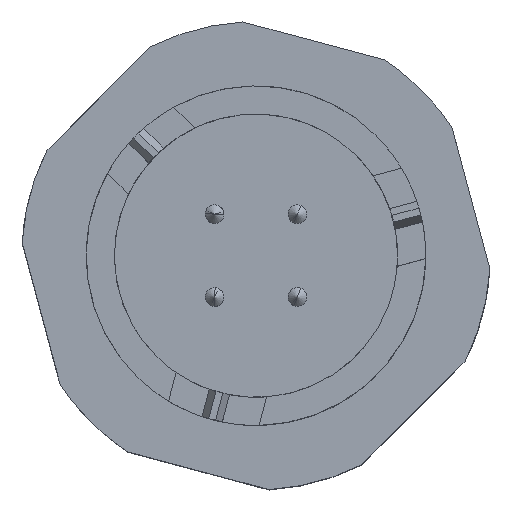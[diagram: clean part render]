
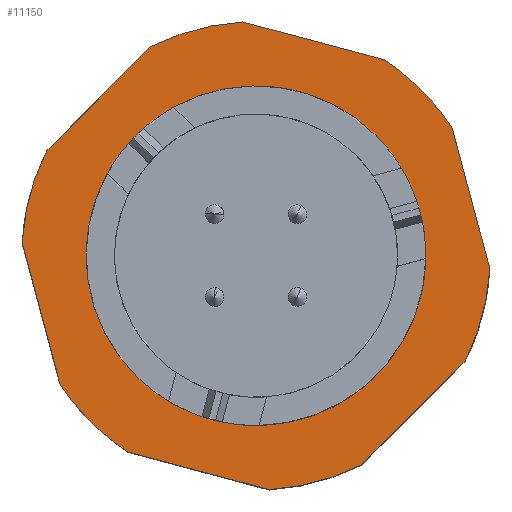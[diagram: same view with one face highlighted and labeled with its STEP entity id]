
A CAD part, top view. The second image highlights one B-rep face of the part: STEP entity #11150.
In plain terms, the highlighted planar face has unit normal (0, 0, 1).
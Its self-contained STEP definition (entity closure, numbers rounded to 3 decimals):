
#10765=AXIS2_PLACEMENT_3D('Circle Axis2P3D',#10763,#10764,$) ;
#10783=AXIS2_PLACEMENT_3D('Circle Axis2P3D',#10781,#10782,$) ;
#10833=AXIS2_PLACEMENT_3D('Circle Axis2P3D',#10831,#10832,$) ;
#10883=AXIS2_PLACEMENT_3D('Circle Axis2P3D',#10881,#10882,$) ;
#10940=AXIS2_PLACEMENT_3D('Circle Axis2P3D',#10938,#10939,$) ;
#10958=AXIS2_PLACEMENT_3D('Circle Axis2P3D',#10956,#10957,$) ;
#11015=AXIS2_PLACEMENT_3D('Circle Axis2P3D',#11013,#11014,$) ;
#11058=AXIS2_PLACEMENT_3D('Circle Axis2P3D',#11056,#11057,$) ;
#11072=AXIS2_PLACEMENT_3D('Plane Axis2P3D',#11069,#11070,#11071) ;
#10728=CARTESIAN_POINT('Vertex',(10.542,0.,20.5)) ;
#10731=CARTESIAN_POINT('Line Origine',(7.526,0.808,20.5)) ;
#10735=CARTESIAN_POINT('Vertex',(4.51,1.616,20.5)) ;
#10760=CARTESIAN_POINT('Vertex',(2.913,2.913,20.5)) ;
#10763=CARTESIAN_POINT('Axis2P3D Location',(9.984,9.984,20.5)) ;
#10781=CARTESIAN_POINT('Axis2P3D Location',(9.984,9.984,20.5)) ;
#10785=CARTESIAN_POINT('Vertex',(1.616,4.51,20.5)) ;
#10806=CARTESIAN_POINT('Line Origine',(0.808,7.526,20.5)) ;
#10810=CARTESIAN_POINT('Vertex',(0.,10.542,20.5)) ;
#10831=CARTESIAN_POINT('Axis2P3D Location',(9.984,9.984,20.5)) ;
#10835=CARTESIAN_POINT('Vertex',(1.059,14.494,20.5)) ;
#10856=CARTESIAN_POINT('Line Origine',(3.267,16.702,20.5)) ;
#10860=CARTESIAN_POINT('Vertex',(5.475,18.91,20.5)) ;
#10881=CARTESIAN_POINT('Axis2P3D Location',(9.984,9.984,20.5)) ;
#10885=CARTESIAN_POINT('Vertex',(9.427,19.969,20.5)) ;
#10906=CARTESIAN_POINT('Line Origine',(12.443,19.161,20.5)) ;
#10910=CARTESIAN_POINT('Vertex',(15.459,18.353,20.5)) ;
#10935=CARTESIAN_POINT('Vertex',(17.056,17.056,20.5)) ;
#10938=CARTESIAN_POINT('Axis2P3D Location',(9.984,9.984,20.5)) ;
#10956=CARTESIAN_POINT('Axis2P3D Location',(9.984,9.984,20.5)) ;
#10960=CARTESIAN_POINT('Vertex',(18.353,15.459,20.5)) ;
#10981=CARTESIAN_POINT('Line Origine',(19.161,12.443,20.5)) ;
#10985=CARTESIAN_POINT('Vertex',(19.969,9.427,20.5)) ;
#11010=CARTESIAN_POINT('Vertex',(18.91,5.475,20.5)) ;
#11013=CARTESIAN_POINT('Axis2P3D Location',(9.984,9.984,20.5)) ;
#11031=CARTESIAN_POINT('Line Origine',(16.702,3.267,20.5)) ;
#11035=CARTESIAN_POINT('Vertex',(14.494,1.059,20.5)) ;
#11056=CARTESIAN_POINT('Axis2P3D Location',(9.984,9.984,20.5)) ;
#11069=CARTESIAN_POINT('Axis2P3D Location',(4.31,4.31,20.5)) ;
#11091=CARTESIAN_POINT('Control Point',(4.858,4.858,20.5)) ;
#11092=CARTESIAN_POINT('Control Point',(4.392,5.324,20.5)) ;
#11093=CARTESIAN_POINT('Control Point',(3.978,5.844,20.5)) ;
#11094=CARTESIAN_POINT('Control Point',(3.626,6.408,20.5)) ;
#11095=CARTESIAN_POINT('Control Point',(3.056,7.607,20.5)) ;
#11096=CARTESIAN_POINT('Control Point',(2.77,8.903,20.5)) ;
#11097=CARTESIAN_POINT('Control Point',(2.701,9.565,20.5)) ;
#11098=CARTESIAN_POINT('Control Point',(2.716,10.893,20.5)) ;
#11099=CARTESIAN_POINT('Control Point',(3.028,12.183,20.5)) ;
#11100=CARTESIAN_POINT('Control Point',(3.258,12.808,20.5)) ;
#11101=CARTESIAN_POINT('Control Point',(3.854,13.994,20.5)) ;
#11102=CARTESIAN_POINT('Control Point',(4.702,15.016,20.5)) ;
#11103=CARTESIAN_POINT('Control Point',(5.182,15.476,20.5)) ;
#11104=CARTESIAN_POINT('Control Point',(6.239,16.279,20.5)) ;
#11105=CARTESIAN_POINT('Control Point',(7.449,16.825,20.5)) ;
#11106=CARTESIAN_POINT('Control Point',(8.083,17.027,20.5)) ;
#11107=CARTESIAN_POINT('Control Point',(9.385,17.285,20.5)) ;
#11108=CARTESIAN_POINT('Control Point',(10.712,17.243,20.5)) ;
#11109=CARTESIAN_POINT('Control Point',(11.37,17.147,20.5)) ;
#11110=CARTESIAN_POINT('Control Point',(12.594,16.822,20.5)) ;
#11111=CARTESIAN_POINT('Control Point',(13.718,16.243,20.5)) ;
#11112=CARTESIAN_POINT('Control Point',(14.222,15.913,20.5)) ;
#11113=CARTESIAN_POINT('Control Point',(14.688,15.534,20.5)) ;
#11114=CARTESIAN_POINT('Control Point',(15.111,15.111,20.5)) ;
#11115=CARTESIAN_POINT('Vertex',(4.858,4.858,20.5)) ;
#11117=CARTESIAN_POINT('Vertex',(15.111,15.111,20.5)) ;
#11121=CARTESIAN_POINT('Control Point',(15.111,15.111,20.5)) ;
#11122=CARTESIAN_POINT('Control Point',(15.577,14.645,20.5)) ;
#11123=CARTESIAN_POINT('Control Point',(15.991,14.125,20.5)) ;
#11124=CARTESIAN_POINT('Control Point',(16.343,13.561,20.5)) ;
#11125=CARTESIAN_POINT('Control Point',(16.913,12.362,20.5)) ;
#11126=CARTESIAN_POINT('Control Point',(17.199,11.065,20.5)) ;
#11127=CARTESIAN_POINT('Control Point',(17.268,10.404,20.5)) ;
#11128=CARTESIAN_POINT('Control Point',(17.253,9.076,20.5)) ;
#11129=CARTESIAN_POINT('Control Point',(16.941,7.786,20.5)) ;
#11130=CARTESIAN_POINT('Control Point',(16.711,7.161,20.5)) ;
#11131=CARTESIAN_POINT('Control Point',(16.115,5.975,20.5)) ;
#11132=CARTESIAN_POINT('Control Point',(15.267,4.953,20.5)) ;
#11133=CARTESIAN_POINT('Control Point',(14.787,4.493,20.5)) ;
#11134=CARTESIAN_POINT('Control Point',(13.73,3.69,20.5)) ;
#11135=CARTESIAN_POINT('Control Point',(12.52,3.144,20.5)) ;
#11136=CARTESIAN_POINT('Control Point',(11.886,2.941,20.5)) ;
#11137=CARTESIAN_POINT('Control Point',(10.584,2.684,20.5)) ;
#11138=CARTESIAN_POINT('Control Point',(9.257,2.726,20.5)) ;
#11139=CARTESIAN_POINT('Control Point',(8.598,2.822,20.5)) ;
#11140=CARTESIAN_POINT('Control Point',(7.375,3.147,20.5)) ;
#11141=CARTESIAN_POINT('Control Point',(6.251,3.726,20.5)) ;
#11142=CARTESIAN_POINT('Control Point',(5.747,4.056,20.5)) ;
#11143=CARTESIAN_POINT('Control Point',(5.281,4.435,20.5)) ;
#11144=CARTESIAN_POINT('Control Point',(4.858,4.858,20.5)) ;
#10732=DIRECTION('Vector Direction',(0.966,-0.259,0.)) ;
#10764=DIRECTION('Axis2P3D Direction',(0.,0.,-1.)) ;
#10782=DIRECTION('Axis2P3D Direction',(0.,0.,-1.)) ;
#10807=DIRECTION('Vector Direction',(0.259,-0.966,0.)) ;
#10832=DIRECTION('Axis2P3D Direction',(0.,0.,-1.)) ;
#10857=DIRECTION('Vector Direction',(-0.707,-0.707,0.)) ;
#10882=DIRECTION('Axis2P3D Direction',(0.,0.,-1.)) ;
#10907=DIRECTION('Vector Direction',(-0.966,0.259,0.)) ;
#10939=DIRECTION('Axis2P3D Direction',(0.,0.,-1.)) ;
#10957=DIRECTION('Axis2P3D Direction',(0.,0.,-1.)) ;
#10982=DIRECTION('Vector Direction',(-0.259,0.966,0.)) ;
#11014=DIRECTION('Axis2P3D Direction',(0.,0.,-1.)) ;
#11032=DIRECTION('Vector Direction',(0.707,0.707,0.)) ;
#11057=DIRECTION('Axis2P3D Direction',(0.,0.,-1.)) ;
#11070=DIRECTION('Axis2P3D Direction',(0.,0.,1.)) ;
#11071=DIRECTION('Axis2P3D XDirection',(-0.707,0.707,0.)) ;
#10733=VECTOR('Line Direction',#10732,1.) ;
#10808=VECTOR('Line Direction',#10807,1.) ;
#10858=VECTOR('Line Direction',#10857,1.) ;
#10908=VECTOR('Line Direction',#10907,1.) ;
#10983=VECTOR('Line Direction',#10982,1.) ;
#11033=VECTOR('Line Direction',#11032,1.) ;
#11075=ORIENTED_EDGE('',*,*,#10737,.T.) ;
#11076=ORIENTED_EDGE('',*,*,#11060,.F.) ;
#11077=ORIENTED_EDGE('',*,*,#11037,.T.) ;
#11078=ORIENTED_EDGE('',*,*,#11017,.F.) ;
#11079=ORIENTED_EDGE('',*,*,#10987,.T.) ;
#11080=ORIENTED_EDGE('',*,*,#10962,.F.) ;
#11081=ORIENTED_EDGE('',*,*,#10942,.F.) ;
#11082=ORIENTED_EDGE('',*,*,#10912,.T.) ;
#11083=ORIENTED_EDGE('',*,*,#10887,.F.) ;
#11084=ORIENTED_EDGE('',*,*,#10862,.T.) ;
#11085=ORIENTED_EDGE('',*,*,#10837,.F.) ;
#11086=ORIENTED_EDGE('',*,*,#10812,.T.) ;
#11087=ORIENTED_EDGE('',*,*,#10787,.F.) ;
#11088=ORIENTED_EDGE('',*,*,#10767,.F.) ;
#11147=ORIENTED_EDGE('',*,*,#11119,.T.) ;
#11148=ORIENTED_EDGE('',*,*,#11145,.T.) ;
#11149=FACE_BOUND('',#11146,.T.) ;
#11150=ADVANCED_FACE('V1',(#11089,#11149),#11073,.T.) ;
#11090=B_SPLINE_CURVE_WITH_KNOTS('',5,(#11091,#11092,#11093,#11094,#11095,#11096,#11097,#11098,#11099,#11100,#11101,#11102,#11103,#11104,#11105,#11106,#11107,#11108,#11109,#11110,#11111,#11112,#11113,#11114),.UNSPECIFIED.,.F.,.U.,(6,3,3,3,3,3,3,6),(0.,4.664,9.327,13.991,18.655,23.318,27.982,32.211),.UNSPECIFIED.) ;
#11120=B_SPLINE_CURVE_WITH_KNOTS('',5,(#11121,#11122,#11123,#11124,#11125,#11126,#11127,#11128,#11129,#11130,#11131,#11132,#11133,#11134,#11135,#11136,#11137,#11138,#11139,#11140,#11141,#11142,#11143,#11144),.UNSPECIFIED.,.F.,.U.,(6,3,3,3,3,3,3,6),(0.,4.664,9.327,13.991,18.655,23.318,27.982,32.211),.UNSPECIFIED.) ;
#10766=CIRCLE('generated circle',#10765,10.) ;
#10784=CIRCLE('generated circle',#10783,10.) ;
#10834=CIRCLE('generated circle',#10833,10.) ;
#10884=CIRCLE('generated circle',#10883,10.) ;
#10941=CIRCLE('generated circle',#10940,10.) ;
#10959=CIRCLE('generated circle',#10958,10.) ;
#11016=CIRCLE('generated circle',#11015,10.) ;
#11059=CIRCLE('generated circle',#11058,10.) ;
#10737=EDGE_CURVE('',#10736,#10729,#10734,.T.) ;
#10767=EDGE_CURVE('',#10736,#10761,#10766,.T.) ;
#10787=EDGE_CURVE('',#10761,#10786,#10784,.T.) ;
#10812=EDGE_CURVE('',#10811,#10786,#10809,.T.) ;
#10837=EDGE_CURVE('',#10811,#10836,#10834,.T.) ;
#10862=EDGE_CURVE('',#10861,#10836,#10859,.T.) ;
#10887=EDGE_CURVE('',#10861,#10886,#10884,.T.) ;
#10912=EDGE_CURVE('',#10911,#10886,#10909,.T.) ;
#10942=EDGE_CURVE('',#10911,#10936,#10941,.T.) ;
#10962=EDGE_CURVE('',#10936,#10961,#10959,.T.) ;
#10987=EDGE_CURVE('',#10986,#10961,#10984,.T.) ;
#11017=EDGE_CURVE('',#10986,#11011,#11016,.T.) ;
#11037=EDGE_CURVE('',#11036,#11011,#11034,.T.) ;
#11060=EDGE_CURVE('',#11036,#10729,#11059,.T.) ;
#11119=EDGE_CURVE('',#11116,#11118,#11090,.T.) ;
#11145=EDGE_CURVE('',#11118,#11116,#11120,.T.) ;
#11074=EDGE_LOOP('',(#11075,#11076,#11077,#11078,#11079,#11080,#11081,#11082,#11083,#11084,#11085,#11086,#11087,#11088)) ;
#11146=EDGE_LOOP('',(#11147,#11148)) ;
#11089=FACE_OUTER_BOUND('',#11074,.T.) ;
#10734=LINE('Line',#10731,#10733) ;
#10809=LINE('Line',#10806,#10808) ;
#10859=LINE('Line',#10856,#10858) ;
#10909=LINE('Line',#10906,#10908) ;
#10984=LINE('Line',#10981,#10983) ;
#11034=LINE('Line',#11031,#11033) ;
#11073=PLANE('',#11072) ;
#10729=VERTEX_POINT('',#10728) ;
#10736=VERTEX_POINT('',#10735) ;
#10761=VERTEX_POINT('',#10760) ;
#10786=VERTEX_POINT('',#10785) ;
#10811=VERTEX_POINT('',#10810) ;
#10836=VERTEX_POINT('',#10835) ;
#10861=VERTEX_POINT('',#10860) ;
#10886=VERTEX_POINT('',#10885) ;
#10911=VERTEX_POINT('',#10910) ;
#10936=VERTEX_POINT('',#10935) ;
#10961=VERTEX_POINT('',#10960) ;
#10986=VERTEX_POINT('',#10985) ;
#11011=VERTEX_POINT('',#11010) ;
#11036=VERTEX_POINT('',#11035) ;
#11116=VERTEX_POINT('',#11115) ;
#11118=VERTEX_POINT('',#11117) ;
